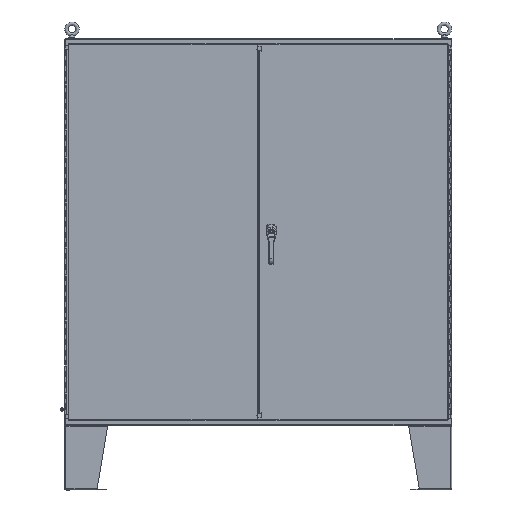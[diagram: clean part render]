
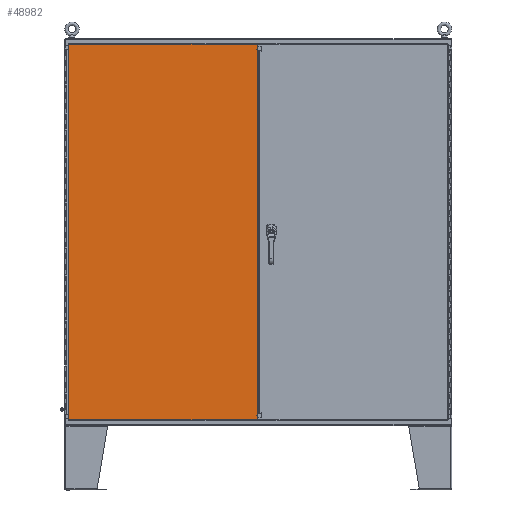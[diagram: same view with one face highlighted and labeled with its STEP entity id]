
A CAD part, top view. The second image highlights one B-rep face of the part: STEP entity #48982.
In plain terms, the highlighted planar face has unit normal (0, 0, 1).
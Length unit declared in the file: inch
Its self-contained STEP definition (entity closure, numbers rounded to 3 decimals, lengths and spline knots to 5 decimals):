
#4976 = VECTOR ( 'NONE', #21563, 39.37008 ) ;
#6923 = ORIENTED_EDGE ( 'NONE', *, *, #22849, .T. ) ;
#8146 = ORIENTED_EDGE ( 'NONE', *, *, #70581, .T. ) ;
#10061 = ORIENTED_EDGE ( 'NONE', *, *, #42520, .F. ) ;
#11043 = VERTEX_POINT ( 'NONE', #60469 ) ;
#13691 = CARTESIAN_POINT ( 'NONE',  ( 35.74022, 70.09385, 17.16033 ) ) ;
#14833 = CARTESIAN_POINT ( 'NONE',  ( 35.77147, 70.9376, 17.16033 ) ) ;
#16770 = LINE ( 'NONE', #88383, #71147 ) ;
#16983 = CARTESIAN_POINT ( 'NONE',  ( 35.74002, 1.84355, 17.16033 ) ) ;
#20090 = EDGE_LOOP ( 'NONE', ( #124451, #6923, #136150, #8146, #57830, #58688, #105968, #10061, #92570, #79063, #80499, #40082 ) ) ;
#20282 = DIRECTION ( 'NONE',  ( 0., -1., 0. ) ) ;
#21563 = DIRECTION ( 'NONE',  ( 1., 0., 0. ) ) ;
#22188 = CARTESIAN_POINT ( 'NONE',  ( 35.77147, 70.09405, 17.16033 ) ) ;
#22849 = EDGE_CURVE ( 'NONE', #88506, #34955, #24377, .T. ) ;
#22986 = CARTESIAN_POINT ( 'NONE',  ( 35.74002, 1.84375, 17.16033 ) ) ;
#23033 = CARTESIAN_POINT ( 'NONE',  ( 18.14647, 35.9688, 17.16033 ) ) ;
#23951 = DIRECTION ( 'NONE',  ( 1., 0., 0. ) ) ;
#24377 = LINE ( 'NONE', #22986, #76988 ) ;
#25507 = CARTESIAN_POINT ( 'NONE',  ( 35.77147, 1.84355, 17.16033 ) ) ;
#26955 = VERTEX_POINT ( 'NONE', #22188 ) ;
#27104 = EDGE_CURVE ( 'NONE', #120145, #80866, #16770, .T. ) ;
#27700 = CARTESIAN_POINT ( 'NONE',  ( 0.64642, 35.9688, 17.16033 ) ) ;
#28945 = DIRECTION ( 'NONE',  ( 0., 1., 0. ) ) ;
#34955 = VERTEX_POINT ( 'NONE', #110956 ) ;
#35251 = EDGE_CURVE ( 'NONE', #79073, #47633, #36170, .T. ) ;
#35584 = CARTESIAN_POINT ( 'NONE',  ( 35.77147, 70.09385, 17.16033 ) ) ;
#36170 = LINE ( 'NONE', #127347, #4976 ) ;
#36298 = CARTESIAN_POINT ( 'NONE',  ( 18.14647, 70.9376, 17.16033 ) ) ;
#38503 = EDGE_CURVE ( 'NONE', #26955, #69201, #50896, .T. ) ;
#40082 = ORIENTED_EDGE ( 'NONE', *, *, #35251, .F. ) ;
#40479 = VERTEX_POINT ( 'NONE', #62449 ) ;
#42520 = EDGE_CURVE ( 'NONE', #11043, #58355, #121332, .T. ) ;
#45152 = DIRECTION ( 'NONE',  ( 0., -1., 0. ) ) ;
#46337 = VECTOR ( 'NONE', #130580, 39.37008 ) ;
#47633 = VERTEX_POINT ( 'NONE', #25507 ) ;
#48982 = ADVANCED_FACE ( 'NONE', ( #105683 ), #86944, .F. ) ;
#49083 = EDGE_CURVE ( 'NONE', #47633, #120145, #107273, .T. ) ;
#49763 = VECTOR ( 'NONE', #20282, 39.37008 ) ;
#50896 = LINE ( 'NONE', #109119, #105369 ) ;
#52411 = CARTESIAN_POINT ( 'NONE',  ( 35.74022, 35.9688, 17.16033 ) ) ;
#53171 = VERTEX_POINT ( 'NONE', #13691 ) ;
#57367 = VECTOR ( 'NONE', #28945, 39.37008 ) ;
#57430 = DIRECTION ( 'NONE',  ( -1., 0., 0. ) ) ;
#57830 = ORIENTED_EDGE ( 'NONE', *, *, #94645, .T. ) ;
#58355 = VERTEX_POINT ( 'NONE', #14833 ) ;
#58688 = ORIENTED_EDGE ( 'NONE', *, *, #38503, .F. ) ;
#59216 = LINE ( 'NONE', #27700, #93897 ) ;
#60469 = CARTESIAN_POINT ( 'NONE',  ( 0.64642, 70.9376, 17.16033 ) ) ;
#60613 = VECTOR ( 'NONE', #68262, 39.37008 ) ;
#61093 = AXIS2_PLACEMENT_3D ( 'NONE', #23033, #66187, #23951 ) ;
#62449 = CARTESIAN_POINT ( 'NONE',  ( 35.74002, 70.09385, 17.16033 ) ) ;
#65015 = CARTESIAN_POINT ( 'NONE',  ( 35.74002, 70.09385, 17.16033 ) ) ;
#66187 = DIRECTION ( 'NONE',  ( 0., 0., -1. ) ) ;
#66304 = LINE ( 'NONE', #52411, #49763 ) ;
#66660 = CARTESIAN_POINT ( 'NONE',  ( 35.77147, 0.87505, 17.16033 ) ) ;
#66804 = CARTESIAN_POINT ( 'NONE',  ( 35.77147, 0.87505, 17.16033 ) ) ;
#68262 = DIRECTION ( 'NONE',  ( -1., 0., 0. ) ) ;
#69201 = VERTEX_POINT ( 'NONE', #132166 ) ;
#70581 = EDGE_CURVE ( 'NONE', #53171, #40479, #106766, .T. ) ;
#71147 = VECTOR ( 'NONE', #131116, 39.37008 ) ;
#72014 = CARTESIAN_POINT ( 'NONE',  ( 0.64642, 1., 17.16033 ) ) ;
#74687 = VECTOR ( 'NONE', #45152, 39.37008 ) ;
#76841 = DIRECTION ( 'NONE',  ( 1., 0., 0. ) ) ;
#76988 = VECTOR ( 'NONE', #86457, 39.37008 ) ;
#77537 = VECTOR ( 'NONE', #117079, 39.37008 ) ;
#77995 = LINE ( 'NONE', #66804, #74687 ) ;
#79063 = ORIENTED_EDGE ( 'NONE', *, *, #27104, .F. ) ;
#79073 = VERTEX_POINT ( 'NONE', #122208 ) ;
#80499 = ORIENTED_EDGE ( 'NONE', *, *, #49083, .F. ) ;
#80866 = VERTEX_POINT ( 'NONE', #72014 ) ;
#81901 = VECTOR ( 'NONE', #76841, 39.37008 ) ;
#86457 = DIRECTION ( 'NONE',  ( 1., 0., 0. ) ) ;
#86944 = PLANE ( 'NONE',  #61093 ) ;
#88383 = CARTESIAN_POINT ( 'NONE',  ( 18.14647, 1., 17.16033 ) ) ;
#88506 = VERTEX_POINT ( 'NONE', #125236 ) ;
#92570 = ORIENTED_EDGE ( 'NONE', *, *, #124932, .F. ) ;
#93897 = VECTOR ( 'NONE', #101346, 39.37008 ) ;
#94645 = EDGE_CURVE ( 'NONE', #40479, #69201, #95673, .T. ) ;
#95673 = LINE ( 'NONE', #65015, #77537 ) ;
#101346 = DIRECTION ( 'NONE',  ( 0., 1., 0. ) ) ;
#105369 = VECTOR ( 'NONE', #57430, 39.37008 ) ;
#105683 = FACE_OUTER_BOUND ( 'NONE', #20090, .T. ) ;
#105968 = ORIENTED_EDGE ( 'NONE', *, *, #121551, .F. ) ;
#106766 = LINE ( 'NONE', #35584, #60613 ) ;
#107273 = LINE ( 'NONE', #66660, #46337 ) ;
#109119 = CARTESIAN_POINT ( 'NONE',  ( 18.14647, 70.09405, 17.16033 ) ) ;
#110956 = CARTESIAN_POINT ( 'NONE',  ( 35.74022, 1.84375, 17.16033 ) ) ;
#115559 = CARTESIAN_POINT ( 'NONE',  ( 35.77147, 1., 17.16033 ) ) ;
#117079 = DIRECTION ( 'NONE',  ( 0., 1., 0. ) ) ;
#120145 = VERTEX_POINT ( 'NONE', #115559 ) ;
#121332 = LINE ( 'NONE', #36298, #81901 ) ;
#121551 = EDGE_CURVE ( 'NONE', #58355, #26955, #77995, .T. ) ;
#122208 = CARTESIAN_POINT ( 'NONE',  ( 35.74002, 1.84355, 17.16033 ) ) ;
#124451 = ORIENTED_EDGE ( 'NONE', *, *, #125522, .T. ) ;
#124932 = EDGE_CURVE ( 'NONE', #80866, #11043, #59216, .T. ) ;
#125236 = CARTESIAN_POINT ( 'NONE',  ( 35.74002, 1.84375, 17.16033 ) ) ;
#125522 = EDGE_CURVE ( 'NONE', #79073, #88506, #134764, .T. ) ;
#126902 = EDGE_CURVE ( 'NONE', #53171, #34955, #66304, .T. ) ;
#127347 = CARTESIAN_POINT ( 'NONE',  ( 18.14647, 1.84355, 17.16033 ) ) ;
#130580 = DIRECTION ( 'NONE',  ( 0., -1., 0. ) ) ;
#131116 = DIRECTION ( 'NONE',  ( -1., 0., 0. ) ) ;
#132166 = CARTESIAN_POINT ( 'NONE',  ( 35.74002, 70.09405, 17.16033 ) ) ;
#134764 = LINE ( 'NONE', #16983, #57367 ) ;
#136150 = ORIENTED_EDGE ( 'NONE', *, *, #126902, .F. ) ;
